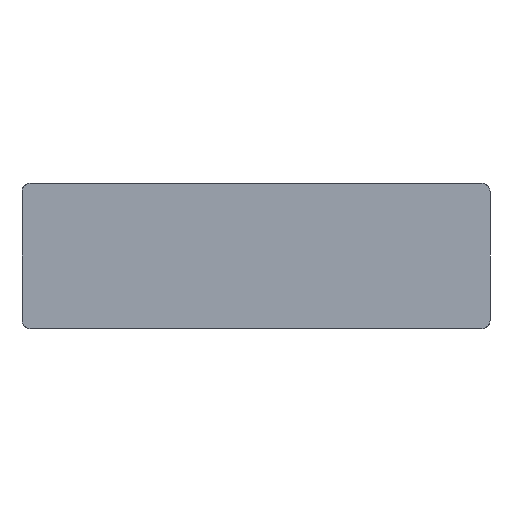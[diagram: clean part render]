
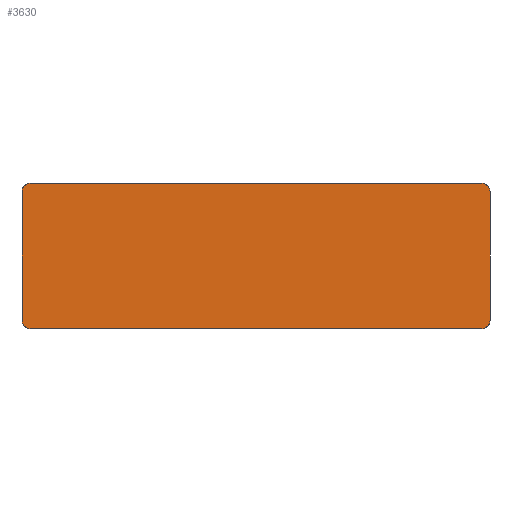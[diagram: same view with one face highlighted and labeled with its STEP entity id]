
A CAD part, front view. The second image highlights one B-rep face of the part: STEP entity #3630.
In plain terms, the highlighted planar face has unit normal (0, -1, 0).
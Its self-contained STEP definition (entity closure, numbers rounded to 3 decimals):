
#14 = ORIENTED_EDGE ( 'NONE', *, *, #654, .T. ) ;
#107 = VERTEX_POINT ( 'NONE', #4704 ) ;
#119 = FACE_OUTER_BOUND ( 'NONE', #1162, .T. ) ;
#140 = VERTEX_POINT ( 'NONE', #186 ) ;
#186 = CARTESIAN_POINT ( 'NONE',  ( 271.72, -10., 43.1 ) ) ;
#200 = CARTESIAN_POINT ( 'NONE',  ( 5., -10., -43.1 ) ) ;
#327 = DIRECTION ( 'NONE',  ( 0., 0., 1. ) ) ;
#371 = DIRECTION ( 'NONE',  ( 0., 0., 1. ) ) ;
#397 = CARTESIAN_POINT ( 'NONE',  ( 271.72, -10., 38.1 ) ) ;
#427 = DIRECTION ( 'NONE',  ( 0., 0., 1. ) ) ;
#452 = LINE ( 'NONE', #1945, #2285 ) ;
#510 = EDGE_CURVE ( 'NONE', #2401, #4444, #452, .T. ) ;
#552 = CARTESIAN_POINT ( 'NONE',  ( 276.72, -10., 43.1 ) ) ;
#564 = AXIS2_PLACEMENT_3D ( 'NONE', #2633, #2563, #327 ) ;
#609 = CARTESIAN_POINT ( 'NONE',  ( 0., -10., -38.1 ) ) ;
#654 = EDGE_CURVE ( 'NONE', #1054, #107, #2442, .T. ) ;
#710 = EDGE_CURVE ( 'NONE', #140, #1054, #4327, .T. ) ;
#938 = CARTESIAN_POINT ( 'NONE',  ( 271.72, -10., -43.1 ) ) ;
#1054 = VERTEX_POINT ( 'NONE', #1948 ) ;
#1161 = DIRECTION ( 'NONE',  ( 0., 1., 0. ) ) ;
#1162 = EDGE_LOOP ( 'NONE', ( #4616, #14, #2710, #3509, #3312, #4774, #1301, #4558 ) ) ;
#1301 = ORIENTED_EDGE ( 'NONE', *, *, #3201, .F. ) ;
#1486 = LINE ( 'NONE', #4043, #3080 ) ;
#1489 = CIRCLE ( 'NONE', #3845, 5. ) ;
#1604 = CARTESIAN_POINT ( 'NONE',  ( 276.72, -10., 43.1 ) ) ;
#1657 = AXIS2_PLACEMENT_3D ( 'NONE', #3225, #3952, #2409 ) ;
#1675 = VERTEX_POINT ( 'NONE', #1892 ) ;
#1701 = EDGE_CURVE ( 'NONE', #1773, #4444, #3700, .T. ) ;
#1730 = LINE ( 'NONE', #552, #4714 ) ;
#1773 = VERTEX_POINT ( 'NONE', #609 ) ;
#1861 = AXIS2_PLACEMENT_3D ( 'NONE', #1604, #1161, #3763 ) ;
#1892 = CARTESIAN_POINT ( 'NONE',  ( 276.72, -10., 38.1 ) ) ;
#1945 = CARTESIAN_POINT ( 'NONE',  ( 276.72, -10., -43.1 ) ) ;
#1948 = CARTESIAN_POINT ( 'NONE',  ( 5., -10., 43.1 ) ) ;
#2285 = VECTOR ( 'NONE', #2293, 1000. ) ;
#2293 = DIRECTION ( 'NONE',  ( -1., 0., 0. ) ) ;
#2401 = VERTEX_POINT ( 'NONE', #938 ) ;
#2409 = DIRECTION ( 'NONE',  ( 0., 0., 1. ) ) ;
#2415 = CARTESIAN_POINT ( 'NONE',  ( 276.72, -10., -38.1 ) ) ;
#2442 = CIRCLE ( 'NONE', #1657, 5. ) ;
#2520 = CARTESIAN_POINT ( 'NONE',  ( 271.72, -10., -38.1 ) ) ;
#2563 = DIRECTION ( 'NONE',  ( 0., -1., 0. ) ) ;
#2633 = CARTESIAN_POINT ( 'NONE',  ( 5., -10., -38.1 ) ) ;
#2657 = DIRECTION ( 'NONE',  ( 0., -1., 0. ) ) ;
#2710 = ORIENTED_EDGE ( 'NONE', *, *, #4086, .T. ) ;
#2750 = VERTEX_POINT ( 'NONE', #2415 ) ;
#3009 = EDGE_CURVE ( 'NONE', #1675, #140, #1489, .T. ) ;
#3080 = VECTOR ( 'NONE', #4492, 1000. ) ;
#3201 = EDGE_CURVE ( 'NONE', #1675, #2750, #1730, .T. ) ;
#3224 = CIRCLE ( 'NONE', #3766, 5. ) ;
#3225 = CARTESIAN_POINT ( 'NONE',  ( 5., -10., 38.1 ) ) ;
#3277 = EDGE_CURVE ( 'NONE', #2401, #2750, #3224, .T. ) ;
#3312 = ORIENTED_EDGE ( 'NONE', *, *, #510, .F. ) ;
#3509 = ORIENTED_EDGE ( 'NONE', *, *, #1701, .T. ) ;
#3590 = CARTESIAN_POINT ( 'NONE',  ( 276.72, -10., 43.1 ) ) ;
#3617 = DIRECTION ( 'NONE',  ( -1., 0., 0. ) ) ;
#3630 = ADVANCED_FACE ( 'NONE', ( #119 ), #4533, .F. ) ;
#3700 = CIRCLE ( 'NONE', #564, 5. ) ;
#3763 = DIRECTION ( 'NONE',  ( 0., 0., 1. ) ) ;
#3766 = AXIS2_PLACEMENT_3D ( 'NONE', #2520, #4506, #427 ) ;
#3845 = AXIS2_PLACEMENT_3D ( 'NONE', #397, #2657, #371 ) ;
#3870 = VECTOR ( 'NONE', #3617, 1000. ) ;
#3952 = DIRECTION ( 'NONE',  ( 0., -1., 0. ) ) ;
#4043 = CARTESIAN_POINT ( 'NONE',  ( 0., -10., 43.1 ) ) ;
#4086 = EDGE_CURVE ( 'NONE', #107, #1773, #1486, .T. ) ;
#4327 = LINE ( 'NONE', #3590, #3870 ) ;
#4444 = VERTEX_POINT ( 'NONE', #200 ) ;
#4492 = DIRECTION ( 'NONE',  ( 0., 0., -1. ) ) ;
#4506 = DIRECTION ( 'NONE',  ( 0., -1., 0. ) ) ;
#4533 = PLANE ( 'NONE',  #1861 ) ;
#4558 = ORIENTED_EDGE ( 'NONE', *, *, #3009, .T. ) ;
#4616 = ORIENTED_EDGE ( 'NONE', *, *, #710, .T. ) ;
#4704 = CARTESIAN_POINT ( 'NONE',  ( 0., -10., 38.1 ) ) ;
#4714 = VECTOR ( 'NONE', #4729, 1000. ) ;
#4729 = DIRECTION ( 'NONE',  ( 0., 0., -1. ) ) ;
#4774 = ORIENTED_EDGE ( 'NONE', *, *, #3277, .T. ) ;
